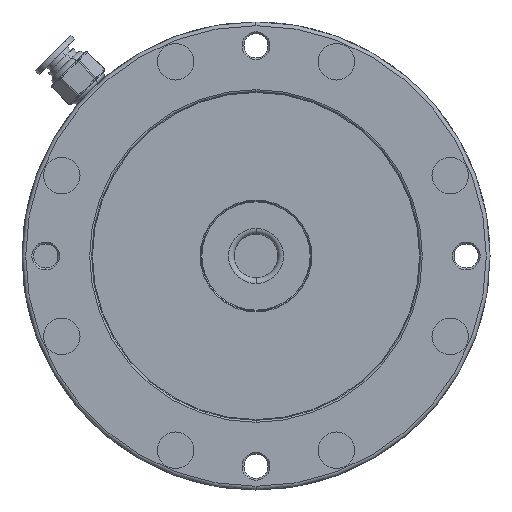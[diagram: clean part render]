
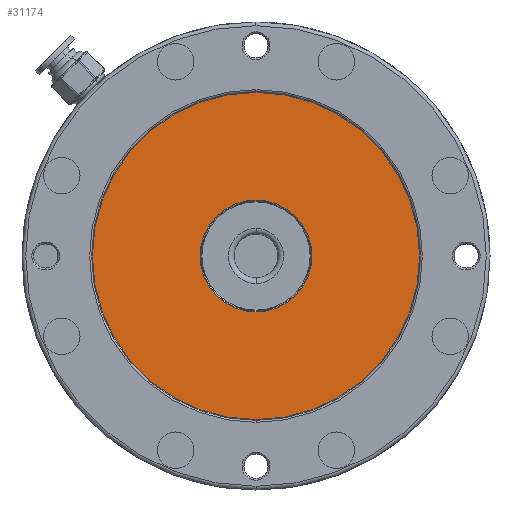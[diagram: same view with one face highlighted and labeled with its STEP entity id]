
A CAD part, left-side view. The second image highlights one B-rep face of the part: STEP entity #31174.
In plain terms, the highlighted planar face has unit normal (-1, 0, 0).
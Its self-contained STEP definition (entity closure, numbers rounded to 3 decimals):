
#471 = ORIENTED_EDGE ( 'NONE', *, *, #32896, .T. ) ;
#1095 = EDGE_CURVE ( 'NONE', #4111, #31182, #21004, .T. ) ;
#1191 = ORIENTED_EDGE ( 'NONE', *, *, #13189, .T. ) ;
#1240 = AXIS2_PLACEMENT_3D ( 'NONE', #14863, #17952, #11831 ) ;
#2606 = AXIS2_PLACEMENT_3D ( 'NONE', #35553, #7978, #20358 ) ;
#2987 = AXIS2_PLACEMENT_3D ( 'NONE', #7611, #28766, #34785 ) ;
#4111 = VERTEX_POINT ( 'NONE', #30330 ) ;
#4696 = EDGE_LOOP ( 'NONE', ( #36904, #471 ) ) ;
#5856 = CARTESIAN_POINT ( 'NONE',  ( 3.9, 0., 0. ) ) ;
#6583 = CARTESIAN_POINT ( 'NONE',  ( 3.9, 0., 44.75 ) ) ;
#7597 = AXIS2_PLACEMENT_3D ( 'NONE', #12517, #39647, #36825 ) ;
#7611 = CARTESIAN_POINT ( 'NONE',  ( 3.9, 0., 0. ) ) ;
#7978 = DIRECTION ( 'NONE',  ( 1., 0., 0. ) ) ;
#10521 = PLANE ( 'NONE',  #1240 ) ;
#11831 = DIRECTION ( 'NONE',  ( 0., 0., -1. ) ) ;
#12517 = CARTESIAN_POINT ( 'NONE',  ( 3.9, 0., 0. ) ) ;
#13189 = EDGE_CURVE ( 'NONE', #17006, #30680, #30027, .T. ) ;
#14863 = CARTESIAN_POINT ( 'NONE',  ( 3.9, 15.05, 0. ) ) ;
#17006 = VERTEX_POINT ( 'NONE', #21845 ) ;
#17952 = DIRECTION ( 'NONE',  ( 1., 0., 0. ) ) ;
#18202 = DIRECTION ( 'NONE',  ( -1., 0., 0. ) ) ;
#19391 = CIRCLE ( 'NONE', #2606, 15.3 ) ;
#20358 = DIRECTION ( 'NONE',  ( 0., 0., -1. ) ) ;
#21004 = CIRCLE ( 'NONE', #2987, 15.3 ) ;
#21845 = CARTESIAN_POINT ( 'NONE',  ( 3.9, 0., -44.75 ) ) ;
#24131 = CARTESIAN_POINT ( 'NONE',  ( 3.9, 0., 15.3 ) ) ;
#25837 = FACE_BOUND ( 'NONE', #4696, .T. ) ;
#28447 = ORIENTED_EDGE ( 'NONE', *, *, #39759, .T. ) ;
#28766 = DIRECTION ( 'NONE',  ( 1., 0., 0. ) ) ;
#29395 = AXIS2_PLACEMENT_3D ( 'NONE', #5856, #18202, #30421 ) ;
#30027 = CIRCLE ( 'NONE', #29395, 44.75 ) ;
#30330 = CARTESIAN_POINT ( 'NONE',  ( 3.9, 0., -15.3 ) ) ;
#30421 = DIRECTION ( 'NONE',  ( 0., 0., -1. ) ) ;
#30680 = VERTEX_POINT ( 'NONE', #6583 ) ;
#31174 = ADVANCED_FACE ( 'NONE', ( #25837, #38064 ), #10521, .F. ) ;
#31182 = VERTEX_POINT ( 'NONE', #24131 ) ;
#32896 = EDGE_CURVE ( 'NONE', #31182, #4111, #19391, .T. ) ;
#34785 = DIRECTION ( 'NONE',  ( 0., 0., -1. ) ) ;
#35553 = CARTESIAN_POINT ( 'NONE',  ( 3.9, 0., 0. ) ) ;
#36624 = EDGE_LOOP ( 'NONE', ( #1191, #28447 ) ) ;
#36825 = DIRECTION ( 'NONE',  ( 0., 0., -1. ) ) ;
#36904 = ORIENTED_EDGE ( 'NONE', *, *, #1095, .T. ) ;
#38064 = FACE_OUTER_BOUND ( 'NONE', #36624, .T. ) ;
#39647 = DIRECTION ( 'NONE',  ( -1., 0., 0. ) ) ;
#39691 = CIRCLE ( 'NONE', #7597, 44.75 ) ;
#39759 = EDGE_CURVE ( 'NONE', #30680, #17006, #39691, .T. ) ;
